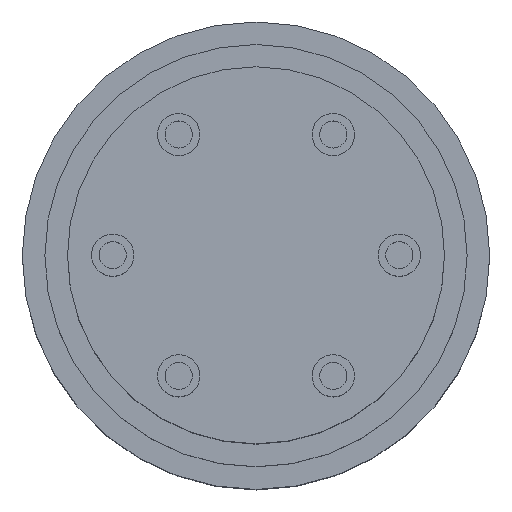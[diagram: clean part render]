
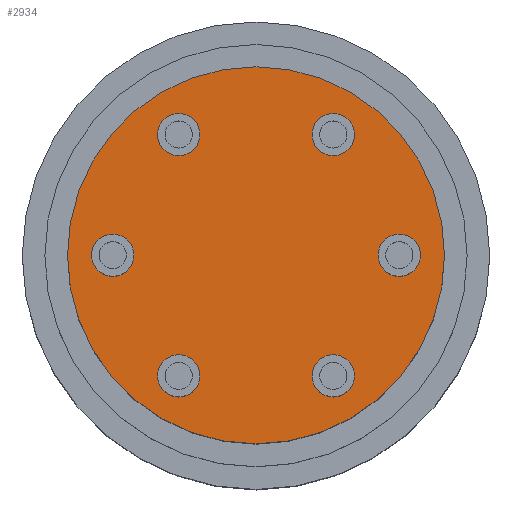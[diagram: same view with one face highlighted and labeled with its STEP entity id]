
A CAD part, top view. The second image highlights one B-rep face of the part: STEP entity #2934.
In plain terms, the highlighted planar face has unit normal (0, 0, 1).
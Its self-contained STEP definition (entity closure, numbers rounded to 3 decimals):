
#616=PLANE($,#3146);
#741=FACE_BOUND($,#1008,.T.);
#742=FACE_BOUND($,#1009,.T.);
#743=FACE_BOUND($,#1010,.T.);
#744=FACE_BOUND($,#1011,.T.);
#745=FACE_BOUND($,#1012,.T.);
#746=FACE_BOUND($,#1013,.T.);
#747=FACE_BOUND($,#1014,.T.);
#1008=EDGE_LOOP($,(#1999));
#1009=EDGE_LOOP($,(#2000));
#1010=EDGE_LOOP($,(#2001));
#1011=EDGE_LOOP($,(#2002));
#1012=EDGE_LOOP($,(#2003));
#1013=EDGE_LOOP($,(#2004));
#1014=EDGE_LOOP($,(#2005));
#1225=CIRCLE($,#3109,1.4);
#1229=CIRCLE($,#3116,1.4);
#1233=CIRCLE($,#3123,1.4);
#1237=CIRCLE($,#3130,1.4);
#1241=CIRCLE($,#3137,1.4);
#1245=CIRCLE($,#3144,1.4);
#1246=CIRCLE($,#3147,12.5);
#1288=VERTEX_POINT($,#3868);
#1292=VERTEX_POINT($,#3879);
#1296=VERTEX_POINT($,#3890);
#1300=VERTEX_POINT($,#3901);
#1304=VERTEX_POINT($,#3912);
#1308=VERTEX_POINT($,#3923);
#1309=VERTEX_POINT($,#3927);
#1571=EDGE_CURVE($,#1288,#1288,#1225,.T.);
#1575=EDGE_CURVE($,#1292,#1292,#1229,.T.);
#1579=EDGE_CURVE($,#1296,#1296,#1233,.T.);
#1583=EDGE_CURVE($,#1300,#1300,#1237,.T.);
#1587=EDGE_CURVE($,#1304,#1304,#1241,.T.);
#1591=EDGE_CURVE($,#1308,#1308,#1245,.T.);
#1592=EDGE_CURVE($,#1309,#1309,#1246,.T.);
#1999=ORIENTED_EDGE($,*,*,#1571,.T.);
#2000=ORIENTED_EDGE($,*,*,#1575,.T.);
#2001=ORIENTED_EDGE($,*,*,#1579,.T.);
#2002=ORIENTED_EDGE($,*,*,#1583,.T.);
#2003=ORIENTED_EDGE($,*,*,#1587,.T.);
#2004=ORIENTED_EDGE($,*,*,#1591,.T.);
#2005=ORIENTED_EDGE($,*,*,#1592,.F.);
#2934=ADVANCED_FACE($,(#741,#742,#743,#744,#745,#746,#747),#616,.F.);
#3109=AXIS2_PLACEMENT_3D($,#3869,#3304,#3305);
#3116=AXIS2_PLACEMENT_3D($,#3880,#3318,#3319);
#3123=AXIS2_PLACEMENT_3D($,#3891,#3332,#3333);
#3130=AXIS2_PLACEMENT_3D($,#3902,#3346,#3347);
#3137=AXIS2_PLACEMENT_3D($,#3913,#3360,#3361);
#3144=AXIS2_PLACEMENT_3D($,#3924,#3374,#3375);
#3146=AXIS2_PLACEMENT_3D($,#3926,#3378,#3379);
#3147=AXIS2_PLACEMENT_3D($,#3928,#3380,#3381);
#3304=DIRECTION('center_axis',(0.,0.,-1.));
#3305=DIRECTION('ref_axis',(-1.,0.,0.));
#3318=DIRECTION('center_axis',(0.,0.,-1.));
#3319=DIRECTION('ref_axis',(-1.,0.,0.));
#3332=DIRECTION('center_axis',(0.,0.,-1.));
#3333=DIRECTION('ref_axis',(-1.,0.,0.));
#3346=DIRECTION('center_axis',(0.,0.,-1.));
#3347=DIRECTION('ref_axis',(-1.,0.,0.));
#3360=DIRECTION('center_axis',(0.,0.,-1.));
#3361=DIRECTION('ref_axis',(-1.,0.,0.));
#3374=DIRECTION('center_axis',(0.,0.,-1.));
#3375=DIRECTION('ref_axis',(-1.,0.,0.));
#3378=DIRECTION('center_axis',(0.,0.,-1.));
#3379=DIRECTION('ref_axis',(-1.,0.,0.));
#3380=DIRECTION('center_axis',(0.,0.,-1.));
#3381=DIRECTION('ref_axis',(-1.,0.,0.));
#3868=CARTESIAN_POINT('',(6.523,8.,36.));
#3869=CARTESIAN_POINT('Origin',(5.123,8.,36.));
#3879=CARTESIAN_POINT('',(10.9,0.,36.));
#3880=CARTESIAN_POINT('Origin',(9.5,0.,36.));
#3890=CARTESIAN_POINT('',(6.523,-8.,36.));
#3891=CARTESIAN_POINT('Origin',(5.123,-8.,36.));
#3901=CARTESIAN_POINT('',(-3.723,-8.,36.));
#3902=CARTESIAN_POINT('Origin',(-5.123,-8.,36.));
#3912=CARTESIAN_POINT('',(-8.1,0.,36.));
#3913=CARTESIAN_POINT('Origin',(-9.5,0.,36.));
#3923=CARTESIAN_POINT('',(-3.723,8.,36.));
#3924=CARTESIAN_POINT('Origin',(-5.123,8.,36.));
#3926=CARTESIAN_POINT('Origin',(0.,0.,36.));
#3927=CARTESIAN_POINT('',(12.5,0.,36.));
#3928=CARTESIAN_POINT('Origin',(0.,0.,36.));
